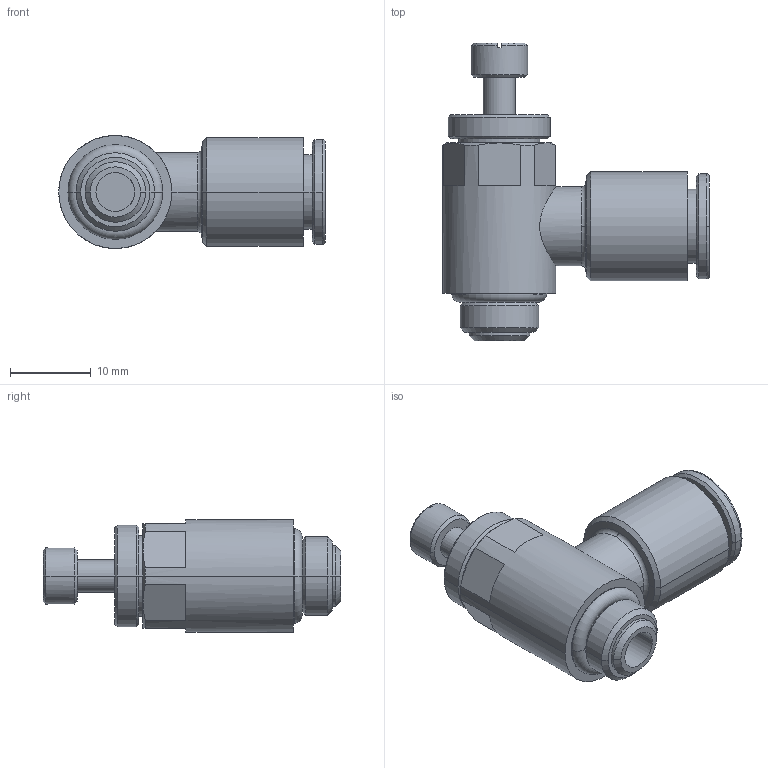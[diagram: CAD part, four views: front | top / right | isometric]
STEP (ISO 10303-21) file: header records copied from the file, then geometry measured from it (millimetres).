
FILE_DESCRIPTION(('STEP AP214'),'1');
FILE_NAME('7660_08_10.stp','2016-07-07T14:55:26',('TraceParts'),('TraceParts S.A.'),'Spatial InterOp 3D',' ',' ');
FILE_SCHEMA(('automotive_design'));
Length unit declared in the file: millimetre
Products named in the file (1): 1
Bounding box: 33 x 36.9 x 14 mm (x, y, z)
Volume: 4796.7 mm3; surface area: 3509.5 mm2
Topology: 1 solids, 1 shells, 99 faces, 230 edges, 142 vertices
Faces by surface type: plane 31, cylinder 30, cone 30, torus 8
Entity records: 3069 total; most frequent: CARTESIAN_POINT 747, DIRECTION 532, ORIENTED_EDGE 460, EDGE_CURVE 230, AXIS2_PLACEMENT_3D 225, VERTEX_POINT 142, CIRCLE 125, EDGE_LOOP 110
